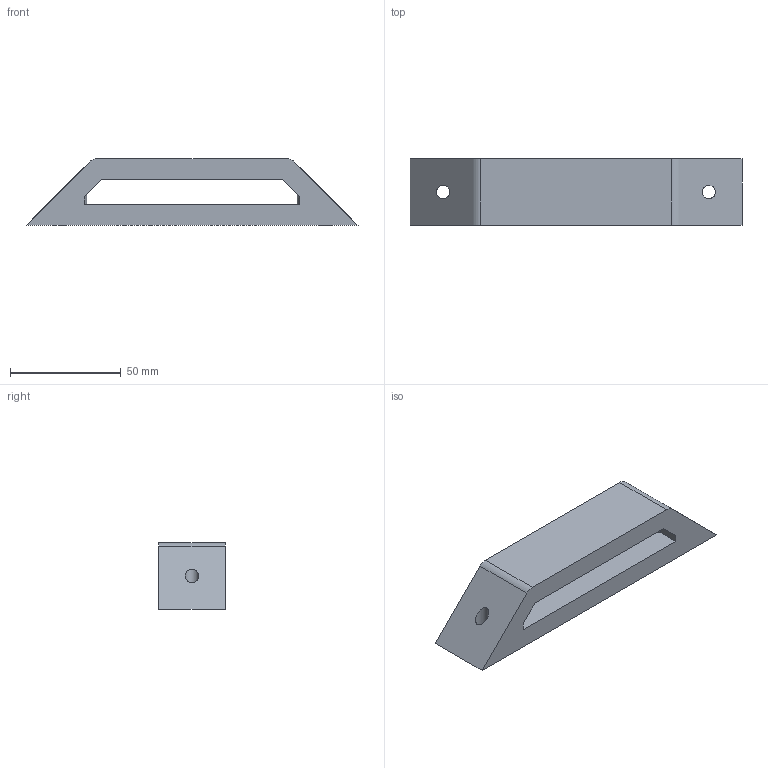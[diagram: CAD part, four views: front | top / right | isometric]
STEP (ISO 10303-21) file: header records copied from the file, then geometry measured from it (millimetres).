
FILE_DESCRIPTION(/* description */ (''),/* implementation_level */ '2;1');
FILE_NAME(/* name */ 'roof_handle.step',/* time_stamp */ '2025-05-04T16:50:19+02:00',/* author */ (''),/* organization */ (''),/* preprocessor_version */ 'ST-DEVELOPER v20.1',/* originating_system */ 'Autodesk Translation Framework v14.4.0.0',/* authorisation */ '');
FILE_SCHEMA (('AUTOMOTIVE_DESIGN { 1 0 10303 214 3 1 1 }'));
Length unit declared in the file: millimetre
Products named in the file (1): handle
Bounding box: 150 x 30 x 30 mm (x, y, z)
Volume: 76698.9 mm3; surface area: 21609.4 mm2
Topology: 1 solids, 1 shells, 18 faces, 48 edges, 32 vertices
Faces by surface type: plane 12, cylinder 6
Full cylindrical faces by diameter (mm): 6 x2
Entity records: 609 total; most frequent: CARTESIAN_POINT 99, DIRECTION 98, ORIENTED_EDGE 96, EDGE_CURVE 48, LINE 36, VECTOR 36, VERTEX_POINT 32, AXIS2_PLACEMENT_3D 31
